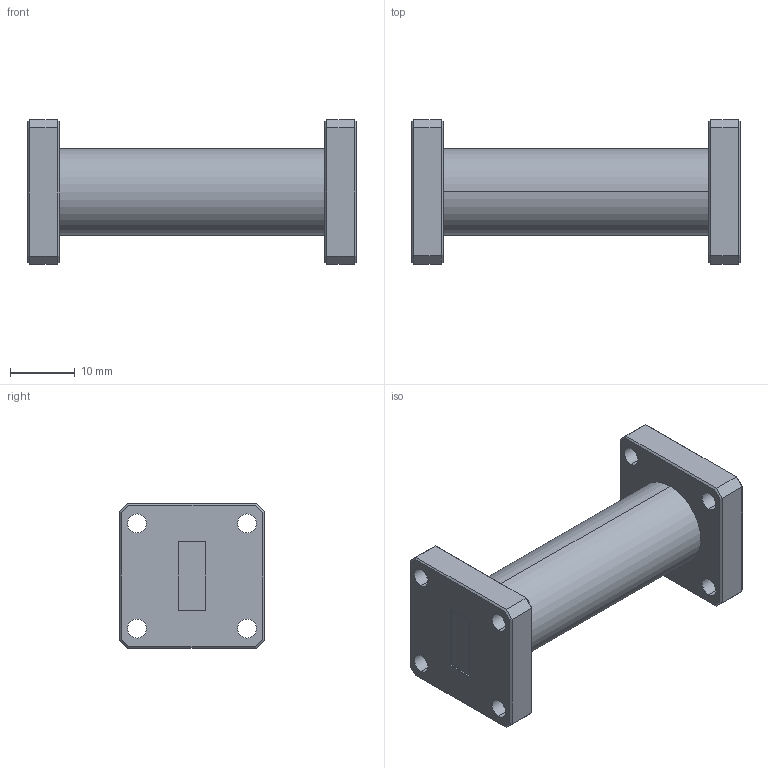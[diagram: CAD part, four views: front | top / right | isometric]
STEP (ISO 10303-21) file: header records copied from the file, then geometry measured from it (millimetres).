
FILE_DESCRIPTION (( 'STEP AP203' ), '1' );
FILE_NAME ('DMWT-42-401-C, DF.STEP', '2018-05-25T21:59:43', ( '' ), ( '' ), 'SwSTEP 2.0', 'SolidWorks 2016', '' );
FILE_SCHEMA (( 'CONFIG_CONTROL_DESIGN' ));
Length unit declared in the file: inch
Products named in the file (1): DMWT-42-401-C, DF
Bounding box: 50.8 x 22.35 x 22.35 mm (x, y, z)
Volume: 10341.7 mm3; surface area: 4487.5 mm2
Topology: 1 solids, 1 shells, 78 faces, 184 edges, 112 vertices
Faces by surface type: plane 58, cylinder 20
Entity records: 2303 total; most frequent: DIRECTION 382, CARTESIAN_POINT 375, ORIENTED_EDGE 368, EDGE_CURVE 184, LINE 144, VECTOR 144, AXIS2_PLACEMENT_3D 119, VERTEX_POINT 112
